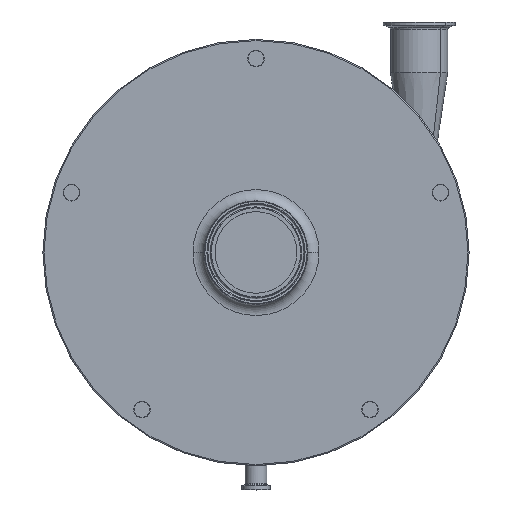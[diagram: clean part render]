
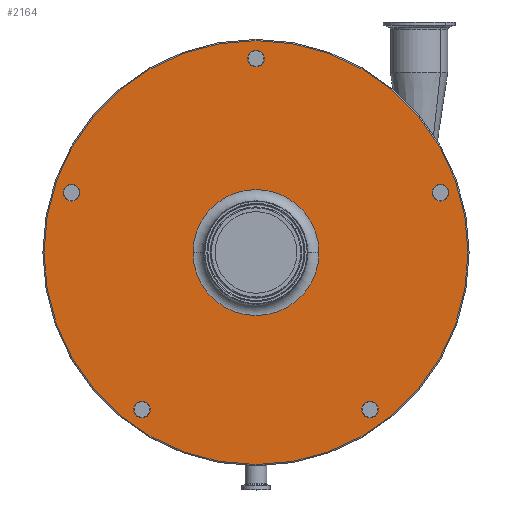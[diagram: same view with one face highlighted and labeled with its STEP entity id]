
A CAD part, top view. The second image highlights one B-rep face of the part: STEP entity #2164.
In plain terms, the highlighted planar face has unit normal (0, 0, 1).
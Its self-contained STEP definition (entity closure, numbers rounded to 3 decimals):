
#39 = VERTEX_POINT ( 'NONE', #3305 ) ;
#55 = EDGE_LOOP ( 'NONE', ( #3740, #3608 ) ) ;
#80 = CARTESIAN_POINT ( 'NONE',  ( -56., 0., 29.5 ) ) ;
#82 = DIRECTION ( 'NONE',  ( 0., -1., 0. ) ) ;
#123 = CARTESIAN_POINT ( 'NONE',  ( 0., 172.5, 29.5 ) ) ;
#124 = CARTESIAN_POINT ( 'NONE',  ( 164.057, 53.305, 29.5 ) ) ;
#149 = CIRCLE ( 'NONE', #5268, 7.5 ) ;
#177 = CARTESIAN_POINT ( 'NONE',  ( -164.057, 53.305, 29.5 ) ) ;
#204 = DIRECTION ( 'NONE',  ( 0., 0., 1. ) ) ;
#227 = CARTESIAN_POINT ( 'NONE',  ( 0., 0., 29.5 ) ) ;
#263 = CARTESIAN_POINT ( 'NONE',  ( 101.393, -147.055, 29.5 ) ) ;
#304 = DIRECTION ( 'NONE',  ( 0., 0., 1. ) ) ;
#311 = ORIENTED_EDGE ( 'NONE', *, *, #5480, .F. ) ;
#330 = CARTESIAN_POINT ( 'NONE',  ( 0., 172.5, 29.5 ) ) ;
#346 = CIRCLE ( 'NONE', #5816, 56. ) ;
#351 = VERTEX_POINT ( 'NONE', #1515 ) ;
#394 = CARTESIAN_POINT ( 'NONE',  ( -188.5, 0., 29.5 ) ) ;
#529 = DIRECTION ( 'NONE',  ( -1., 0., 0. ) ) ;
#566 = EDGE_CURVE ( 'NONE', #573, #5332, #5666, .T. ) ;
#573 = VERTEX_POINT ( 'NONE', #80 ) ;
#664 = ORIENTED_EDGE ( 'NONE', *, *, #566, .T. ) ;
#764 = FACE_BOUND ( 'NONE', #1899, .T. ) ;
#804 = VERTEX_POINT ( 'NONE', #4409 ) ;
#863 = DIRECTION ( 'NONE',  ( 0., 0., -1. ) ) ;
#1033 = EDGE_CURVE ( 'NONE', #6044, #4592, #2044, .T. ) ;
#1119 = AXIS2_PLACEMENT_3D ( 'NONE', #3326, #3970, #82 ) ;
#1137 = CIRCLE ( 'NONE', #3079, 188.5 ) ;
#1153 = VERTEX_POINT ( 'NONE', #394 ) ;
#1227 = VERTEX_POINT ( 'NONE', #5822 ) ;
#1267 = FACE_BOUND ( 'NONE', #4855, .T. ) ;
#1269 = EDGE_CURVE ( 'NONE', #6725, #1674, #2839, .T. ) ;
#1319 = EDGE_LOOP ( 'NONE', ( #4151, #6750 ) ) ;
#1350 = EDGE_CURVE ( 'NONE', #39, #351, #1466, .T. ) ;
#1440 = DIRECTION ( 'NONE',  ( -1., 0., 0. ) ) ;
#1466 = CIRCLE ( 'NONE', #5451, 7.5 ) ;
#1515 = CARTESIAN_POINT ( 'NONE',  ( -101.393, -147.055, 29.5 ) ) ;
#1545 = AXIS2_PLACEMENT_3D ( 'NONE', #2097, #304, #6826 ) ;
#1674 = VERTEX_POINT ( 'NONE', #6118 ) ;
#1675 = CARTESIAN_POINT ( 'NONE',  ( 56., 0., 29.5 ) ) ;
#1887 = CARTESIAN_POINT ( 'NONE',  ( 101.393, -139.555, 29.5 ) ) ;
#1899 = EDGE_LOOP ( 'NONE', ( #3467, #5855 ) ) ;
#1969 = VERTEX_POINT ( 'NONE', #2700 ) ;
#1972 = CIRCLE ( 'NONE', #3671, 7.5 ) ;
#1981 = ORIENTED_EDGE ( 'NONE', *, *, #6761, .T. ) ;
#2044 = CIRCLE ( 'NONE', #1119, 7.5 ) ;
#2086 = DIRECTION ( 'NONE',  ( 0., -1., 0. ) ) ;
#2097 = CARTESIAN_POINT ( 'NONE',  ( 0., 0., 29.5 ) ) ;
#2128 = EDGE_CURVE ( 'NONE', #4228, #804, #3514, .T. ) ;
#2164 = ADVANCED_FACE ( 'NONE', ( #6248, #1267, #3439, #764, #4560, #3545, #2946 ), #2415, .F. ) ;
#2261 = CARTESIAN_POINT ( 'NONE',  ( -101.393, -139.555, 29.5 ) ) ;
#2302 = DIRECTION ( 'NONE',  ( 1., 0., 0. ) ) ;
#2352 = CIRCLE ( 'NONE', #1545, 188.5 ) ;
#2404 = DIRECTION ( 'NONE',  ( -1., 0., 0. ) ) ;
#2415 = PLANE ( 'NONE',  #3165 ) ;
#2475 = DIRECTION ( 'NONE',  ( 0., -1., 0. ) ) ;
#2480 = AXIS2_PLACEMENT_3D ( 'NONE', #6100, #2835, #4969 ) ;
#2500 = AXIS2_PLACEMENT_3D ( 'NONE', #124, #4867, #4386 ) ;
#2522 = AXIS2_PLACEMENT_3D ( 'NONE', #177, #6732, #4571 ) ;
#2570 = EDGE_CURVE ( 'NONE', #4592, #6044, #6479, .T. ) ;
#2602 = AXIS2_PLACEMENT_3D ( 'NONE', #6789, #2879, #2475 ) ;
#2700 = CARTESIAN_POINT ( 'NONE',  ( 7.5, 172.5, 29.5 ) ) ;
#2835 = DIRECTION ( 'NONE',  ( 0., 0., -1. ) ) ;
#2839 = CIRCLE ( 'NONE', #5679, 7.5 ) ;
#2879 = DIRECTION ( 'NONE',  ( 0., 0., 1. ) ) ;
#2946 = FACE_BOUND ( 'NONE', #3233, .T. ) ;
#3037 = EDGE_CURVE ( 'NONE', #1227, #1153, #1137, .T. ) ;
#3038 = DIRECTION ( 'NONE',  ( 0., 0., 1. ) ) ;
#3079 = AXIS2_PLACEMENT_3D ( 'NONE', #227, #5208, #2404 ) ;
#3080 = DIRECTION ( 'NONE',  ( 0., 0., 1. ) ) ;
#3164 = CARTESIAN_POINT ( 'NONE',  ( 0., 0., 29.5 ) ) ;
#3165 = AXIS2_PLACEMENT_3D ( 'NONE', #6323, #863, #1440 ) ;
#3195 = ORIENTED_EDGE ( 'NONE', *, *, #3037, .T. ) ;
#3233 = EDGE_LOOP ( 'NONE', ( #664, #4250 ) ) ;
#3305 = CARTESIAN_POINT ( 'NONE',  ( -101.393, -132.055, 29.5 ) ) ;
#3326 = CARTESIAN_POINT ( 'NONE',  ( 164.057, 53.305, 29.5 ) ) ;
#3382 = EDGE_CURVE ( 'NONE', #5332, #573, #346, .T. ) ;
#3407 = DIRECTION ( 'NONE',  ( 0., -1., 0. ) ) ;
#3439 = FACE_BOUND ( 'NONE', #6151, .T. ) ;
#3467 = ORIENTED_EDGE ( 'NONE', *, *, #1033, .F. ) ;
#3511 = EDGE_CURVE ( 'NONE', #1674, #6725, #5026, .T. ) ;
#3514 = CIRCLE ( 'NONE', #2602, 7.5 ) ;
#3527 = ORIENTED_EDGE ( 'NONE', *, *, #1350, .F. ) ;
#3545 = FACE_OUTER_BOUND ( 'NONE', #6093, .T. ) ;
#3551 = CIRCLE ( 'NONE', #4018, 7.5 ) ;
#3581 = CARTESIAN_POINT ( 'NONE',  ( -164.057, 53.305, 29.5 ) ) ;
#3608 = ORIENTED_EDGE ( 'NONE', *, *, #3511, .F. ) ;
#3671 = AXIS2_PLACEMENT_3D ( 'NONE', #1887, #204, #3407 ) ;
#3740 = ORIENTED_EDGE ( 'NONE', *, *, #1269, .F. ) ;
#3818 = CIRCLE ( 'NONE', #6887, 7.5 ) ;
#3824 = DIRECTION ( 'NONE',  ( 0., -1., 0. ) ) ;
#3903 = DIRECTION ( 'NONE',  ( 0., 0., 1. ) ) ;
#3970 = DIRECTION ( 'NONE',  ( 0., 0., 1. ) ) ;
#4018 = AXIS2_PLACEMENT_3D ( 'NONE', #330, #3038, #5785 ) ;
#4118 = EDGE_CURVE ( 'NONE', #5543, #1969, #3551, .T. ) ;
#4151 = ORIENTED_EDGE ( 'NONE', *, *, #5793, .F. ) ;
#4228 = VERTEX_POINT ( 'NONE', #263 ) ;
#4250 = ORIENTED_EDGE ( 'NONE', *, *, #3382, .T. ) ;
#4282 = DIRECTION ( 'NONE',  ( 0., 0., -1. ) ) ;
#4386 = DIRECTION ( 'NONE',  ( 0., -1., 0. ) ) ;
#4409 = CARTESIAN_POINT ( 'NONE',  ( 101.393, -132.055, 29.5 ) ) ;
#4441 = DIRECTION ( 'NONE',  ( 0., 0., 1. ) ) ;
#4560 = FACE_BOUND ( 'NONE', #1319, .T. ) ;
#4571 = DIRECTION ( 'NONE',  ( 0., -1., 0. ) ) ;
#4592 = VERTEX_POINT ( 'NONE', #5523 ) ;
#4799 = DIRECTION ( 'NONE',  ( 0., 0., 1. ) ) ;
#4855 = EDGE_LOOP ( 'NONE', ( #5945, #3527 ) ) ;
#4867 = DIRECTION ( 'NONE',  ( 0., 0., 1. ) ) ;
#4969 = DIRECTION ( 'NONE',  ( -1., 0., 0. ) ) ;
#4998 = ORIENTED_EDGE ( 'NONE', *, *, #2128, .F. ) ;
#5026 = CIRCLE ( 'NONE', #2522, 7.5 ) ;
#5208 = DIRECTION ( 'NONE',  ( 0., 0., 1. ) ) ;
#5268 = AXIS2_PLACEMENT_3D ( 'NONE', #123, #3903, #2302 ) ;
#5315 = CARTESIAN_POINT ( 'NONE',  ( 164.057, 45.805, 29.5 ) ) ;
#5332 = VERTEX_POINT ( 'NONE', #1675 ) ;
#5451 = AXIS2_PLACEMENT_3D ( 'NONE', #2261, #4441, #3824 ) ;
#5480 = EDGE_CURVE ( 'NONE', #804, #4228, #1972, .T. ) ;
#5523 = CARTESIAN_POINT ( 'NONE',  ( 164.057, 60.805, 29.5 ) ) ;
#5543 = VERTEX_POINT ( 'NONE', #6685 ) ;
#5666 = CIRCLE ( 'NONE', #2480, 56. ) ;
#5679 = AXIS2_PLACEMENT_3D ( 'NONE', #3581, #3080, #2086 ) ;
#5760 = CARTESIAN_POINT ( 'NONE',  ( -164.057, 45.805, 29.5 ) ) ;
#5785 = DIRECTION ( 'NONE',  ( 1., 0., 0. ) ) ;
#5793 = EDGE_CURVE ( 'NONE', #1969, #5543, #149, .T. ) ;
#5816 = AXIS2_PLACEMENT_3D ( 'NONE', #3164, #4282, #529 ) ;
#5822 = CARTESIAN_POINT ( 'NONE',  ( 188.5, 0., 29.5 ) ) ;
#5855 = ORIENTED_EDGE ( 'NONE', *, *, #2570, .F. ) ;
#5945 = ORIENTED_EDGE ( 'NONE', *, *, #6710, .F. ) ;
#6044 = VERTEX_POINT ( 'NONE', #5315 ) ;
#6093 = EDGE_LOOP ( 'NONE', ( #1981, #3195 ) ) ;
#6100 = CARTESIAN_POINT ( 'NONE',  ( 0., 0., 29.5 ) ) ;
#6118 = CARTESIAN_POINT ( 'NONE',  ( -164.057, 60.805, 29.5 ) ) ;
#6151 = EDGE_LOOP ( 'NONE', ( #4998, #311 ) ) ;
#6248 = FACE_BOUND ( 'NONE', #55, .T. ) ;
#6323 = CARTESIAN_POINT ( 'NONE',  ( 0., 189.5, 29.5 ) ) ;
#6397 = DIRECTION ( 'NONE',  ( 0., -1., 0. ) ) ;
#6479 = CIRCLE ( 'NONE', #2500, 7.5 ) ;
#6685 = CARTESIAN_POINT ( 'NONE',  ( -7.5, 172.5, 29.5 ) ) ;
#6710 = EDGE_CURVE ( 'NONE', #351, #39, #3818, .T. ) ;
#6725 = VERTEX_POINT ( 'NONE', #5760 ) ;
#6732 = DIRECTION ( 'NONE',  ( 0., 0., 1. ) ) ;
#6750 = ORIENTED_EDGE ( 'NONE', *, *, #4118, .F. ) ;
#6761 = EDGE_CURVE ( 'NONE', #1153, #1227, #2352, .T. ) ;
#6789 = CARTESIAN_POINT ( 'NONE',  ( 101.393, -139.555, 29.5 ) ) ;
#6826 = DIRECTION ( 'NONE',  ( -1., 0., 0. ) ) ;
#6887 = AXIS2_PLACEMENT_3D ( 'NONE', #6966, #4799, #6397 ) ;
#6966 = CARTESIAN_POINT ( 'NONE',  ( -101.393, -139.555, 29.5 ) ) ;
